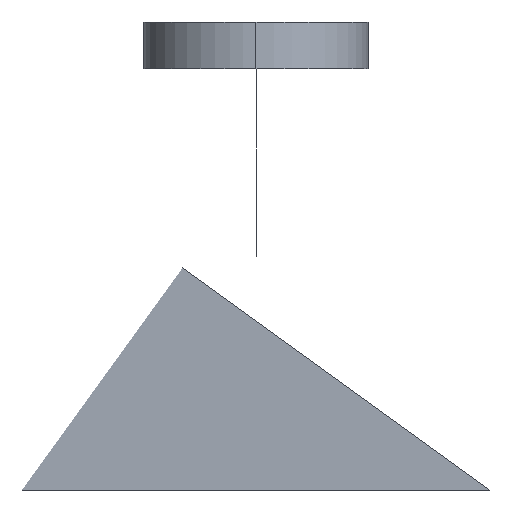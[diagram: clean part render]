
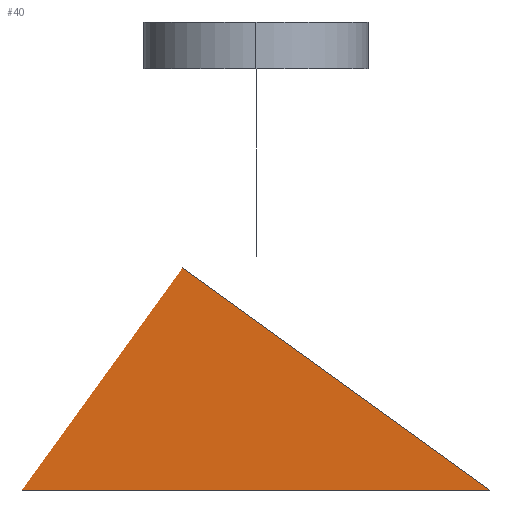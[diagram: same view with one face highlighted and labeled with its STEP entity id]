
A CAD part, left-side view. The second image highlights one B-rep face of the part: STEP entity #40.
In plain terms, the highlighted free-form (B-spline) face has degree [2, 2] with [5, 5] control points.
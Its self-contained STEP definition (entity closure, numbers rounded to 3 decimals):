
#13=FACE_BOUND('',#59,.T.);
#15=(
BOUNDED_SURFACE()
B_SPLINE_SURFACE(2,2,((#430,#431,#432,#433,#434),(#435,#436,#437,#438,#439),
(#440,#441,#442,#443,#444),(#445,#446,#447,#448,#449),(#450,#451,#452,#453,
#454)),.UNSPECIFIED.,.F.,.F.,.F.)
B_SPLINE_SURFACE_WITH_KNOTS((3,2,3),(3,2,3),(0.,196.35,392.699),
(-196.35,0.,196.35),.UNSPECIFIED.)
GEOMETRIC_REPRESENTATION_ITEM()
RATIONAL_B_SPLINE_SURFACE(((1.,0.707,1.,0.707,1.),
(0.707,0.5,0.707,0.5,0.707),(1.,0.707,
1.,0.707,1.),(0.707,0.5,0.707,0.5,0.707),
(1.,0.707,1.,0.707,1.)))
REPRESENTATION_ITEM('')
SURFACE()
);
#40=ADVANCED_FACE('',(#49,#13),#15,.T.);
#49=FACE_OUTER_BOUND('',#58,.T.);
#58=EDGE_LOOP('',(#82,#83));
#59=EDGE_LOOP('',(#84));
#82=ORIENTED_EDGE('',*,*,#102,.T.);
#83=ORIENTED_EDGE('',*,*,#100,.F.);
#84=ORIENTED_EDGE('',*,*,#101,.T.);
#100=EDGE_CURVE('',#131,#132,#119,.T.);
#101=EDGE_CURVE('',#133,#133,#108,.T.);
#102=EDGE_CURVE('',#131,#132,#120,.T.);
#108=B_SPLINE_CURVE_WITH_KNOTS('',3,(#488,#489,#490,#491,#492,#493,#494,
#495,#496,#497,#498,#499,#500,#501,#502,#503,#504,#505,#506,#507,#508,#509,
#510,#511,#512,#513,#514,#515,#516,#517,#518,#519,#520,#521,#522,#523,#524),
 .UNSPECIFIED.,.T.,.F.,(4,2,2,2,3,2,2,2,3,2,2,2,3,2,2,2,4),(0.,15.489,
30.979,46.468,61.957,77.447,92.936,
108.425,123.915,139.404,154.893,170.383,
185.872,201.361,216.851,232.34,247.829),
 .UNSPECIFIED.);
#119=(
BOUNDED_CURVE()
B_SPLINE_CURVE(2,(#483,#484,#485,#486,#487),.UNSPECIFIED.,.F.,.F.)
B_SPLINE_CURVE_WITH_KNOTS((3,2,3),(-196.35,0.,196.35),
 .UNSPECIFIED.)
CURVE()
GEOMETRIC_REPRESENTATION_ITEM()
RATIONAL_B_SPLINE_CURVE((1.,0.707,1.,0.707,1.))
REPRESENTATION_ITEM('')
);
#120=(
BOUNDED_CURVE()
B_SPLINE_CURVE(2,(#525,#526,#527,#528,#529),.UNSPECIFIED.,.F.,.F.)
B_SPLINE_CURVE_WITH_KNOTS((3,2,3),(-196.35,0.,196.35),
 .UNSPECIFIED.)
CURVE()
GEOMETRIC_REPRESENTATION_ITEM()
RATIONAL_B_SPLINE_CURVE((1.,0.707,1.,0.707,1.))
REPRESENTATION_ITEM('')
);
#131=VERTEX_POINT('',#480);
#132=VERTEX_POINT('',#481);
#133=VERTEX_POINT('',#482);
#430=CARTESIAN_POINT('',(0.,125.,2554.362));
#431=CARTESIAN_POINT('',(125.,125.,2554.362));
#432=CARTESIAN_POINT('',(125.,0.,2554.362));
#433=CARTESIAN_POINT('',(125.,-125.,2554.362));
#434=CARTESIAN_POINT('',(0.,-125.,2554.362));
#435=CARTESIAN_POINT('',(0.,125.,2554.362));
#436=CARTESIAN_POINT('',(125.,125.,2679.362));
#437=CARTESIAN_POINT('',(125.,0.,2679.362));
#438=CARTESIAN_POINT('',(125.,-125.,2679.362));
#439=CARTESIAN_POINT('',(0.,-125.,2554.362));
#440=CARTESIAN_POINT('',(0.,125.,2554.362));
#441=CARTESIAN_POINT('',(0.,125.,2679.362));
#442=CARTESIAN_POINT('',(0.,0.,2679.362));
#443=CARTESIAN_POINT('',(0.,-125.,2679.362));
#444=CARTESIAN_POINT('',(0.,-125.,2554.362));
#445=CARTESIAN_POINT('',(0.,125.,2554.362));
#446=CARTESIAN_POINT('',(-125.,125.,2679.362));
#447=CARTESIAN_POINT('',(-125.,0.,2679.362));
#448=CARTESIAN_POINT('',(-125.,-125.,2679.362));
#449=CARTESIAN_POINT('',(0.,-125.,2554.362));
#450=CARTESIAN_POINT('',(0.,125.,2554.362));
#451=CARTESIAN_POINT('',(-125.,125.,2554.362));
#452=CARTESIAN_POINT('',(-125.,0.,2554.362));
#453=CARTESIAN_POINT('',(-125.,-125.,2554.362));
#454=CARTESIAN_POINT('',(0.,-125.,2554.362));
#480=CARTESIAN_POINT('',(0.,125.,2554.362));
#481=CARTESIAN_POINT('',(0.,-125.,2554.362));
#482=CARTESIAN_POINT('',(0.,39.191,2673.059));
#483=CARTESIAN_POINT('',(0.,125.,2554.362));
#484=CARTESIAN_POINT('',(125.,125.,2554.362));
#485=CARTESIAN_POINT('',(125.,0.,2554.362));
#486=CARTESIAN_POINT('',(125.,-125.,2554.362));
#487=CARTESIAN_POINT('',(0.,-125.,2554.362));
#488=CARTESIAN_POINT('',(0.,39.191,2673.059));
#489=CARTESIAN_POINT('',(5.147,39.191,2673.059));
#490=CARTESIAN_POINT('',(10.243,38.177,2673.059));
#491=CARTESIAN_POINT('',(19.753,34.238,2673.059));
#492=CARTESIAN_POINT('',(24.073,31.351,2673.059));
#493=CARTESIAN_POINT('',(31.351,24.073,2673.059));
#494=CARTESIAN_POINT('',(34.238,19.753,2673.059));
#495=CARTESIAN_POINT('',(38.177,10.243,2673.059));
#496=CARTESIAN_POINT('',(39.191,5.147,2673.059));
#497=CARTESIAN_POINT('',(39.191,0.,2673.059));
#498=CARTESIAN_POINT('',(39.191,-5.147,2673.059));
#499=CARTESIAN_POINT('',(38.177,-10.243,2673.059));
#500=CARTESIAN_POINT('',(34.238,-19.753,2673.059));
#501=CARTESIAN_POINT('',(31.351,-24.073,2673.059));
#502=CARTESIAN_POINT('',(24.073,-31.351,2673.059));
#503=CARTESIAN_POINT('',(19.753,-34.238,2673.059));
#504=CARTESIAN_POINT('',(10.243,-38.177,2673.059));
#505=CARTESIAN_POINT('',(5.147,-39.191,2673.059));
#506=CARTESIAN_POINT('',(0.,-39.191,2673.059));
#507=CARTESIAN_POINT('',(-5.147,-39.191,2673.059));
#508=CARTESIAN_POINT('',(-10.243,-38.177,2673.059));
#509=CARTESIAN_POINT('',(-19.753,-34.238,2673.059));
#510=CARTESIAN_POINT('',(-24.073,-31.351,2673.059));
#511=CARTESIAN_POINT('',(-31.351,-24.073,2673.059));
#512=CARTESIAN_POINT('',(-34.238,-19.753,2673.059));
#513=CARTESIAN_POINT('',(-38.177,-10.243,2673.059));
#514=CARTESIAN_POINT('',(-39.191,-5.147,2673.059));
#515=CARTESIAN_POINT('',(-39.191,0.,2673.059));
#516=CARTESIAN_POINT('',(-39.191,5.147,2673.059));
#517=CARTESIAN_POINT('',(-38.177,10.243,2673.059));
#518=CARTESIAN_POINT('',(-34.238,19.753,2673.059));
#519=CARTESIAN_POINT('',(-31.351,24.073,2673.059));
#520=CARTESIAN_POINT('',(-24.073,31.351,2673.059));
#521=CARTESIAN_POINT('',(-19.753,34.238,2673.059));
#522=CARTESIAN_POINT('',(-10.243,38.177,2673.059));
#523=CARTESIAN_POINT('',(-5.147,39.191,2673.059));
#524=CARTESIAN_POINT('',(0.,39.191,2673.059));
#525=CARTESIAN_POINT('',(0.,125.,2554.362));
#526=CARTESIAN_POINT('',(-125.,125.,2554.362));
#527=CARTESIAN_POINT('',(-125.,0.,2554.362));
#528=CARTESIAN_POINT('',(-125.,-125.,2554.362));
#529=CARTESIAN_POINT('',(0.,-125.,2554.362));
